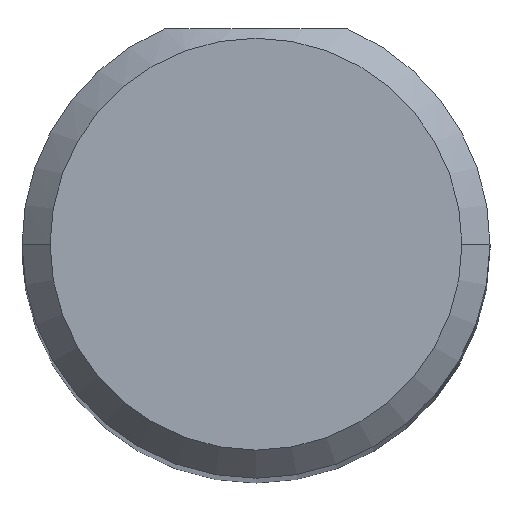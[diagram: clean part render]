
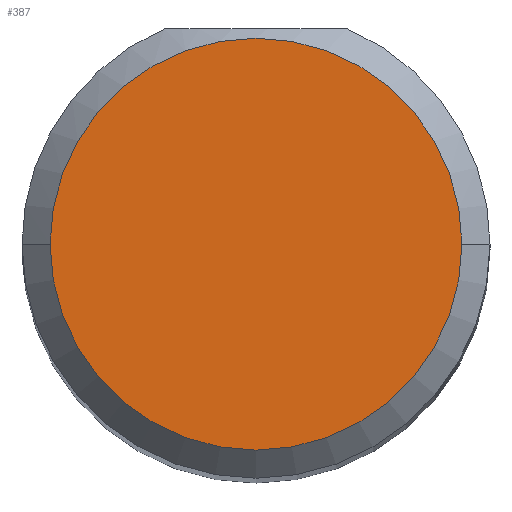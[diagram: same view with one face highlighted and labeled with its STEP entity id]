
A CAD part, top view. The second image highlights one B-rep face of the part: STEP entity #387.
In plain terms, the highlighted planar face has unit normal (0, 0, 1).
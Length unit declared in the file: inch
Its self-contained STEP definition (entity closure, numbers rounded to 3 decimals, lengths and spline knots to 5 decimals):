
#48 = DIRECTION ( 'NONE',  ( -1., 0., 0. ) ) ;
#122 = EDGE_CURVE ( 'NONE', #517, #470, #230, .T. ) ;
#139 = PLANE ( 'NONE',  #392 ) ;
#180 = CARTESIAN_POINT ( 'NONE',  ( 0.5, 0., 2.5 ) ) ;
#188 = CARTESIAN_POINT ( 'NONE',  ( 0.5, 0., 2.5 ) ) ;
#229 = DIRECTION ( 'NONE',  ( -1., 0., 0. ) ) ;
#230 = CIRCLE ( 'NONE', #306, 0.11 ) ;
#253 = DIRECTION ( 'NONE',  ( -1., 0., 0. ) ) ;
#290 = EDGE_CURVE ( 'NONE', #470, #517, #545, .T. ) ;
#303 = EDGE_LOOP ( 'NONE', ( #459, #393 ) ) ;
#306 = AXIS2_PLACEMENT_3D ( 'NONE', #180, #488, #229 ) ;
#315 = CARTESIAN_POINT ( 'NONE',  ( 0.61, 0., 2.5 ) ) ;
#319 = FACE_OUTER_BOUND ( 'NONE', #303, .T. ) ;
#322 = DIRECTION ( 'NONE',  ( 0., 0., 1. ) ) ;
#381 = DIRECTION ( 'NONE',  ( 0., 0., -1. ) ) ;
#387 = ADVANCED_FACE ( 'NONE', ( #319 ), #139, .T. ) ;
#392 = AXIS2_PLACEMENT_3D ( 'NONE', #188, #322, #48 ) ;
#393 = ORIENTED_EDGE ( 'NONE', *, *, #122, .F. ) ;
#417 = CARTESIAN_POINT ( 'NONE',  ( 0.39, 0., 2.5 ) ) ;
#450 = CARTESIAN_POINT ( 'NONE',  ( 0.5, 0., 2.5 ) ) ;
#459 = ORIENTED_EDGE ( 'NONE', *, *, #290, .F. ) ;
#470 = VERTEX_POINT ( 'NONE', #315 ) ;
#488 = DIRECTION ( 'NONE',  ( 0., 0., -1. ) ) ;
#512 = AXIS2_PLACEMENT_3D ( 'NONE', #450, #381, #253 ) ;
#517 = VERTEX_POINT ( 'NONE', #417 ) ;
#545 = CIRCLE ( 'NONE', #512, 0.11 ) ;
